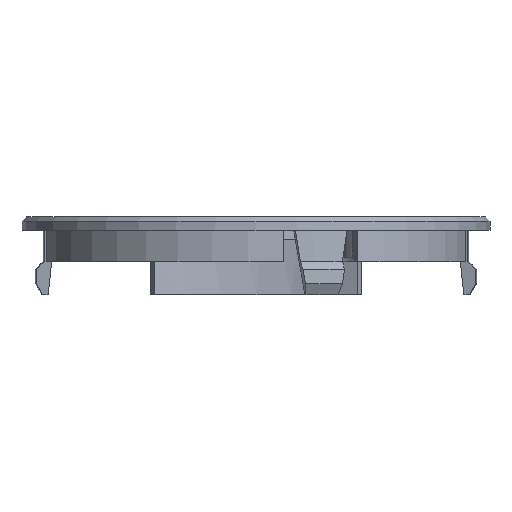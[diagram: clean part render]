
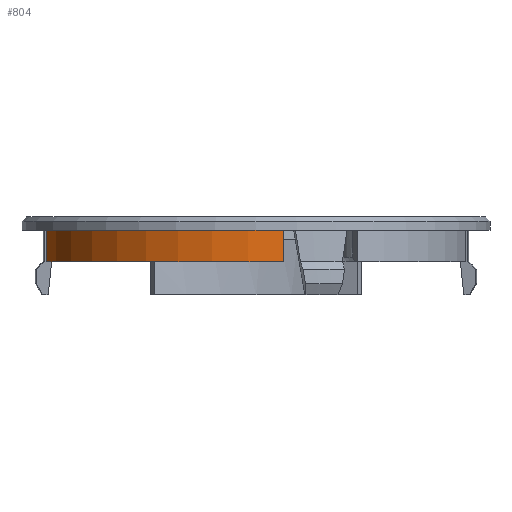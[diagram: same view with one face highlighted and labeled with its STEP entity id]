
A CAD part, front view. The second image highlights one B-rep face of the part: STEP entity #804.
In plain terms, the highlighted cylindrical face has radius 19.1 mm (diameter 38.2 mm), a partial arc.
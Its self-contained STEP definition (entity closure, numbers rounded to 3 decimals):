
#183 = AXIS2_PLACEMENT_3D ( 'NONE', #2366, #2894, #1435 ) ;
#441 = VECTOR ( 'NONE', #1171, 1000. ) ;
#518 = FACE_OUTER_BOUND ( 'NONE', #3326, .T. ) ;
#576 = DIRECTION ( 'NONE',  ( 0., 0., 1. ) ) ;
#601 = CARTESIAN_POINT ( 'NONE',  ( -18.78, -3.481, 3. ) ) ;
#613 = DIRECTION ( 'NONE',  ( 0., 0., -1. ) ) ;
#624 = CARTESIAN_POINT ( 'NONE',  ( 2.493, -18.937, 0. ) ) ;
#804 = ADVANCED_FACE ( 'NONE', ( #518 ), #2147, .T. ) ;
#871 = ORIENTED_EDGE ( 'NONE', *, *, #1887, .T. ) ;
#976 = LINE ( 'NONE', #2524, #1892 ) ;
#1116 = ORIENTED_EDGE ( 'NONE', *, *, #2042, .F. ) ;
#1171 = DIRECTION ( 'NONE',  ( 0., 0., -1. ) ) ;
#1234 = VERTEX_POINT ( 'NONE', #1483 ) ;
#1435 = DIRECTION ( 'NONE',  ( 1., 0., 0. ) ) ;
#1450 = DIRECTION ( 'NONE',  ( -1., 0., 0. ) ) ;
#1483 = CARTESIAN_POINT ( 'NONE',  ( 2.493, -18.937, 3. ) ) ;
#1534 = CARTESIAN_POINT ( 'NONE',  ( 2.493, -18.937, 4.784 ) ) ;
#1646 = EDGE_CURVE ( 'NONE', #1234, #1666, #3975, .T. ) ;
#1666 = VERTEX_POINT ( 'NONE', #624 ) ;
#1865 = VERTEX_POINT ( 'NONE', #3586 ) ;
#1887 = EDGE_CURVE ( 'NONE', #1865, #1666, #3964, .T. ) ;
#1892 = VECTOR ( 'NONE', #613, 1000. ) ;
#2042 = EDGE_CURVE ( 'NONE', #3976, #1234, #3521, .T. ) ;
#2086 = CARTESIAN_POINT ( 'NONE',  ( 0., 0., 3. ) ) ;
#2147 = CYLINDRICAL_SURFACE ( 'NONE', #2583, 19.1 ) ;
#2168 = CARTESIAN_POINT ( 'NONE',  ( 0., 0., 3. ) ) ;
#2366 = CARTESIAN_POINT ( 'NONE',  ( 0., 0., 0. ) ) ;
#2524 = CARTESIAN_POINT ( 'NONE',  ( -18.78, -3.481, 4.784 ) ) ;
#2583 = AXIS2_PLACEMENT_3D ( 'NONE', #2086, #3966, #1450 ) ;
#2738 = DIRECTION ( 'NONE',  ( 1., 0., 0. ) ) ;
#2782 = ORIENTED_EDGE ( 'NONE', *, *, #3212, .T. ) ;
#2894 = DIRECTION ( 'NONE',  ( 0., 0., 1. ) ) ;
#2986 = AXIS2_PLACEMENT_3D ( 'NONE', #2168, #576, #2738 ) ;
#3190 = ORIENTED_EDGE ( 'NONE', *, *, #1646, .F. ) ;
#3212 = EDGE_CURVE ( 'NONE', #3976, #1865, #976, .T. ) ;
#3326 = EDGE_LOOP ( 'NONE', ( #3190, #1116, #2782, #871 ) ) ;
#3521 = CIRCLE ( 'NONE', #2986, 19.1 ) ;
#3586 = CARTESIAN_POINT ( 'NONE',  ( -18.78, -3.481, 0. ) ) ;
#3964 = CIRCLE ( 'NONE', #183, 19.1 ) ;
#3966 = DIRECTION ( 'NONE',  ( 0., 0., -1. ) ) ;
#3975 = LINE ( 'NONE', #1534, #441 ) ;
#3976 = VERTEX_POINT ( 'NONE', #601 ) ;
